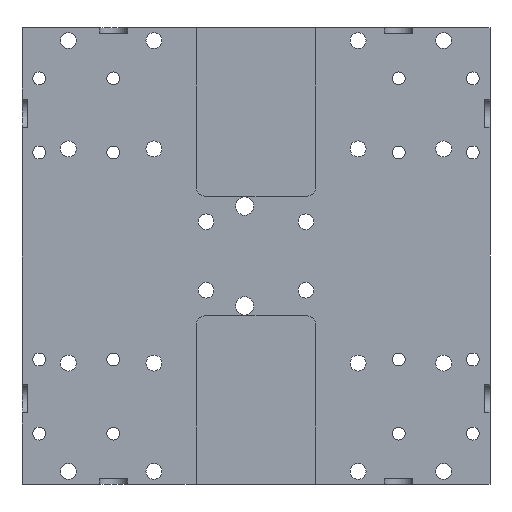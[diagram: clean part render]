
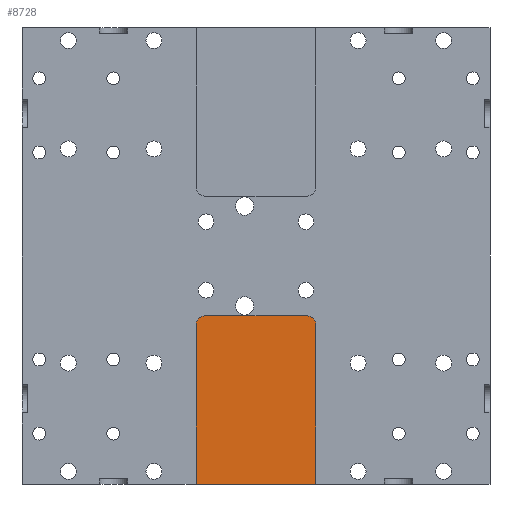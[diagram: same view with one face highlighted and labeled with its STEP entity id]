
A CAD part, front view. The second image highlights one B-rep face of the part: STEP entity #8728.
In plain terms, the highlighted planar face has unit normal (0, -1, 0).
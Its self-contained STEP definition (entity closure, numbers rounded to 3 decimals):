
#100 = PLANE('',#101);
#101 = AXIS2_PLACEMENT_3D('',#102,#103,#104);
#102 = CARTESIAN_POINT('',(-82.,-127.,-160.));
#103 = DIRECTION('',(0.,0.,-1.));
#104 = DIRECTION('',(1.,0.,0.));
#2551 = VERTEX_POINT('',#2552);
#2552 = CARTESIAN_POINT('',(21.,-124.,-160.));
#2566 = PLANE('',#2567);
#2567 = AXIS2_PLACEMENT_3D('',#2568,#2569,#2570);
#2568 = CARTESIAN_POINT('',(21.,-127.,-168.));
#2569 = DIRECTION('',(1.,0.,0.));
#2570 = DIRECTION('',(0.,0.,1.));
#2578 = EDGE_CURVE('',#2579,#2551,#2581,.T.);
#2579 = VERTEX_POINT('',#2580);
#2580 = CARTESIAN_POINT('',(-21.,-124.,-160.));
#2581 = SURFACE_CURVE('',#2582,(#2586,#2593),.PCURVE_S1.);
#2582 = LINE('',#2583,#2584);
#2583 = CARTESIAN_POINT('',(-41.,-124.,-160.));
#2584 = VECTOR('',#2585,1.);
#2585 = DIRECTION('',(1.,0.,0.));
#2586 = PCURVE('',#100,#2587);
#2587 = DEFINITIONAL_REPRESENTATION('',(#2588),#2592);
#2588 = LINE('',#2589,#2590);
#2589 = CARTESIAN_POINT('',(41.,-3.));
#2590 = VECTOR('',#2591,1.);
#2591 = DIRECTION('',(1.,0.));
#2592 = ( GEOMETRIC_REPRESENTATION_CONTEXT(2) 
PARAMETRIC_REPRESENTATION_CONTEXT() REPRESENTATION_CONTEXT('2D SPACE',''
  ) );
#2593 = PCURVE('',#2594,#2599);
#2594 = PLANE('',#2595);
#2595 = AXIS2_PLACEMENT_3D('',#2596,#2597,#2598);
#2596 = CARTESIAN_POINT('',(0.,-124.,-80.));
#2597 = DIRECTION('',(0.,1.,0.));
#2598 = DIRECTION('',(0.,0.,1.));
#2599 = DEFINITIONAL_REPRESENTATION('',(#2600),#2604);
#2600 = LINE('',#2601,#2602);
#2601 = CARTESIAN_POINT('',(-80.,-41.));
#2602 = VECTOR('',#2603,1.);
#2603 = DIRECTION('',(0.,1.));
#2604 = ( GEOMETRIC_REPRESENTATION_CONTEXT(2) 
PARAMETRIC_REPRESENTATION_CONTEXT() REPRESENTATION_CONTEXT('2D SPACE',''
  ) );
#2622 = PLANE('',#2623);
#2623 = AXIS2_PLACEMENT_3D('',#2624,#2625,#2626);
#2624 = CARTESIAN_POINT('',(-21.,-127.,-104.));
#2625 = DIRECTION('',(-1.,0.,0.));
#2626 = DIRECTION('',(0.,0.,-1.));
#6212 = CYLINDRICAL_SURFACE('',#6213,3.);
#6213 = AXIS2_PLACEMENT_3D('',#6214,#6215,#6216);
#6214 = CARTESIAN_POINT('',(18.,-127.,-104.));
#6215 = DIRECTION('',(0.,-1.,0.));
#6216 = DIRECTION('',(1.,0.,0.));
#6240 = PLANE('',#6241);
#6241 = AXIS2_PLACEMENT_3D('',#6242,#6243,#6244);
#6242 = CARTESIAN_POINT('',(18.,-127.,-101.));
#6243 = DIRECTION('',(0.,0.,1.));
#6244 = DIRECTION('',(-1.,0.,0.));
#6273 = CYLINDRICAL_SURFACE('',#6274,3.);
#6274 = AXIS2_PLACEMENT_3D('',#6275,#6276,#6277);
#6275 = CARTESIAN_POINT('',(-18.,-127.,-104.));
#6276 = DIRECTION('',(0.,-1.,0.));
#6277 = DIRECTION('',(1.,0.,0.));
#8685 = VERTEX_POINT('',#8686);
#8686 = CARTESIAN_POINT('',(-21.,-124.,-104.));
#8707 = EDGE_CURVE('',#8685,#2579,#8708,.T.);
#8708 = SURFACE_CURVE('',#8709,(#8713,#8720),.PCURVE_S1.);
#8709 = LINE('',#8710,#8711);
#8710 = CARTESIAN_POINT('',(-21.,-124.,-104.));
#8711 = VECTOR('',#8712,1.);
#8712 = DIRECTION('',(0.,0.,-1.));
#8713 = PCURVE('',#2622,#8714);
#8714 = DEFINITIONAL_REPRESENTATION('',(#8715),#8719);
#8715 = LINE('',#8716,#8717);
#8716 = CARTESIAN_POINT('',(0.,-3.));
#8717 = VECTOR('',#8718,1.);
#8718 = DIRECTION('',(1.,0.));
#8719 = ( GEOMETRIC_REPRESENTATION_CONTEXT(2) 
PARAMETRIC_REPRESENTATION_CONTEXT() REPRESENTATION_CONTEXT('2D SPACE',''
  ) );
#8720 = PCURVE('',#2594,#8721);
#8721 = DEFINITIONAL_REPRESENTATION('',(#8722),#8726);
#8722 = LINE('',#8723,#8724);
#8723 = CARTESIAN_POINT('',(-24.,-21.));
#8724 = VECTOR('',#8725,1.);
#8725 = DIRECTION('',(-1.,0.));
#8726 = ( GEOMETRIC_REPRESENTATION_CONTEXT(2) 
PARAMETRIC_REPRESENTATION_CONTEXT() REPRESENTATION_CONTEXT('2D SPACE',''
  ) );
#8728 = ADVANCED_FACE('',(#8729),#2594,.F.);
#8729 = FACE_BOUND('',#8730,.F.);
#8730 = EDGE_LOOP('',(#8731,#8732,#8733,#8761,#8784,#8812));
#8731 = ORIENTED_EDGE('',*,*,#2578,.F.);
#8732 = ORIENTED_EDGE('',*,*,#8707,.F.);
#8733 = ORIENTED_EDGE('',*,*,#8734,.F.);
#8734 = EDGE_CURVE('',#8735,#8685,#8737,.T.);
#8735 = VERTEX_POINT('',#8736);
#8736 = CARTESIAN_POINT('',(-18.,-124.,-101.));
#8737 = SURFACE_CURVE('',#8738,(#8743,#8754),.PCURVE_S1.);
#8738 = CIRCLE('',#8739,3.);
#8739 = AXIS2_PLACEMENT_3D('',#8740,#8741,#8742);
#8740 = CARTESIAN_POINT('',(-18.,-124.,-104.));
#8741 = DIRECTION('',(0.,-1.,0.));
#8742 = DIRECTION('',(1.,0.,0.));
#8743 = PCURVE('',#2594,#8744);
#8744 = DEFINITIONAL_REPRESENTATION('',(#8745),#8753);
#8745 = ( BOUNDED_CURVE() B_SPLINE_CURVE(2,(#8746,#8747,#8748,#8749,
#8750,#8751,#8752),.UNSPECIFIED.,.T.,.F.) B_SPLINE_CURVE_WITH_KNOTS((1,2
    ,2,2,2,1),(-2.094,0.,2.094,4.189,
6.283,8.378),.UNSPECIFIED.) CURVE() 
GEOMETRIC_REPRESENTATION_ITEM() RATIONAL_B_SPLINE_CURVE((1.,0.5,1.,0.5,
1.,0.5,1.)) REPRESENTATION_ITEM('') );
#8746 = CARTESIAN_POINT('',(-24.,-15.));
#8747 = CARTESIAN_POINT('',(-18.804,-15.));
#8748 = CARTESIAN_POINT('',(-21.402,-19.5));
#8749 = CARTESIAN_POINT('',(-24.,-24.));
#8750 = CARTESIAN_POINT('',(-26.598,-19.5));
#8751 = CARTESIAN_POINT('',(-29.196,-15.));
#8752 = CARTESIAN_POINT('',(-24.,-15.));
#8753 = ( GEOMETRIC_REPRESENTATION_CONTEXT(2) 
PARAMETRIC_REPRESENTATION_CONTEXT() REPRESENTATION_CONTEXT('2D SPACE',''
  ) );
#8754 = PCURVE('',#6273,#8755);
#8755 = DEFINITIONAL_REPRESENTATION('',(#8756),#8760);
#8756 = LINE('',#8757,#8758);
#8757 = CARTESIAN_POINT('',(0.,-3.));
#8758 = VECTOR('',#8759,1.);
#8759 = DIRECTION('',(1.,0.));
#8760 = ( GEOMETRIC_REPRESENTATION_CONTEXT(2) 
PARAMETRIC_REPRESENTATION_CONTEXT() REPRESENTATION_CONTEXT('2D SPACE',''
  ) );
#8761 = ORIENTED_EDGE('',*,*,#8762,.F.);
#8762 = EDGE_CURVE('',#8763,#8735,#8765,.T.);
#8763 = VERTEX_POINT('',#8764);
#8764 = CARTESIAN_POINT('',(18.,-124.,-101.));
#8765 = SURFACE_CURVE('',#8766,(#8770,#8777),.PCURVE_S1.);
#8766 = LINE('',#8767,#8768);
#8767 = CARTESIAN_POINT('',(18.,-124.,-101.));
#8768 = VECTOR('',#8769,1.);
#8769 = DIRECTION('',(-1.,0.,0.));
#8770 = PCURVE('',#2594,#8771);
#8771 = DEFINITIONAL_REPRESENTATION('',(#8772),#8776);
#8772 = LINE('',#8773,#8774);
#8773 = CARTESIAN_POINT('',(-21.,18.));
#8774 = VECTOR('',#8775,1.);
#8775 = DIRECTION('',(0.,-1.));
#8776 = ( GEOMETRIC_REPRESENTATION_CONTEXT(2) 
PARAMETRIC_REPRESENTATION_CONTEXT() REPRESENTATION_CONTEXT('2D SPACE',''
  ) );
#8777 = PCURVE('',#6240,#8778);
#8778 = DEFINITIONAL_REPRESENTATION('',(#8779),#8783);
#8779 = LINE('',#8780,#8781);
#8780 = CARTESIAN_POINT('',(0.,-3.));
#8781 = VECTOR('',#8782,1.);
#8782 = DIRECTION('',(1.,0.));
#8783 = ( GEOMETRIC_REPRESENTATION_CONTEXT(2) 
PARAMETRIC_REPRESENTATION_CONTEXT() REPRESENTATION_CONTEXT('2D SPACE',''
  ) );
#8784 = ORIENTED_EDGE('',*,*,#8785,.F.);
#8785 = EDGE_CURVE('',#8786,#8763,#8788,.T.);
#8786 = VERTEX_POINT('',#8787);
#8787 = CARTESIAN_POINT('',(21.,-124.,-104.));
#8788 = SURFACE_CURVE('',#8789,(#8794,#8805),.PCURVE_S1.);
#8789 = CIRCLE('',#8790,3.);
#8790 = AXIS2_PLACEMENT_3D('',#8791,#8792,#8793);
#8791 = CARTESIAN_POINT('',(18.,-124.,-104.));
#8792 = DIRECTION('',(0.,-1.,0.));
#8793 = DIRECTION('',(1.,0.,0.));
#8794 = PCURVE('',#2594,#8795);
#8795 = DEFINITIONAL_REPRESENTATION('',(#8796),#8804);
#8796 = ( BOUNDED_CURVE() B_SPLINE_CURVE(2,(#8797,#8798,#8799,#8800,
#8801,#8802,#8803),.UNSPECIFIED.,.T.,.F.) B_SPLINE_CURVE_WITH_KNOTS((1,2
    ,2,2,2,1),(-2.094,0.,2.094,4.189,
6.283,8.378),.UNSPECIFIED.) CURVE() 
GEOMETRIC_REPRESENTATION_ITEM() RATIONAL_B_SPLINE_CURVE((1.,0.5,1.,0.5,
1.,0.5,1.)) REPRESENTATION_ITEM('') );
#8797 = CARTESIAN_POINT('',(-24.,21.));
#8798 = CARTESIAN_POINT('',(-18.804,21.));
#8799 = CARTESIAN_POINT('',(-21.402,16.5));
#8800 = CARTESIAN_POINT('',(-24.,12.));
#8801 = CARTESIAN_POINT('',(-26.598,16.5));
#8802 = CARTESIAN_POINT('',(-29.196,21.));
#8803 = CARTESIAN_POINT('',(-24.,21.));
#8804 = ( GEOMETRIC_REPRESENTATION_CONTEXT(2) 
PARAMETRIC_REPRESENTATION_CONTEXT() REPRESENTATION_CONTEXT('2D SPACE',''
  ) );
#8805 = PCURVE('',#6212,#8806);
#8806 = DEFINITIONAL_REPRESENTATION('',(#8807),#8811);
#8807 = LINE('',#8808,#8809);
#8808 = CARTESIAN_POINT('',(0.,-3.));
#8809 = VECTOR('',#8810,1.);
#8810 = DIRECTION('',(1.,0.));
#8811 = ( GEOMETRIC_REPRESENTATION_CONTEXT(2) 
PARAMETRIC_REPRESENTATION_CONTEXT() REPRESENTATION_CONTEXT('2D SPACE',''
  ) );
#8812 = ORIENTED_EDGE('',*,*,#8813,.F.);
#8813 = EDGE_CURVE('',#2551,#8786,#8814,.T.);
#8814 = SURFACE_CURVE('',#8815,(#8819,#8826),.PCURVE_S1.);
#8815 = LINE('',#8816,#8817);
#8816 = CARTESIAN_POINT('',(21.,-124.,-168.));
#8817 = VECTOR('',#8818,1.);
#8818 = DIRECTION('',(0.,0.,1.));
#8819 = PCURVE('',#2594,#8820);
#8820 = DEFINITIONAL_REPRESENTATION('',(#8821),#8825);
#8821 = LINE('',#8822,#8823);
#8822 = CARTESIAN_POINT('',(-88.,21.));
#8823 = VECTOR('',#8824,1.);
#8824 = DIRECTION('',(1.,0.));
#8825 = ( GEOMETRIC_REPRESENTATION_CONTEXT(2) 
PARAMETRIC_REPRESENTATION_CONTEXT() REPRESENTATION_CONTEXT('2D SPACE',''
  ) );
#8826 = PCURVE('',#2566,#8827);
#8827 = DEFINITIONAL_REPRESENTATION('',(#8828),#8832);
#8828 = LINE('',#8829,#8830);
#8829 = CARTESIAN_POINT('',(0.,-3.));
#8830 = VECTOR('',#8831,1.);
#8831 = DIRECTION('',(1.,0.));
#8832 = ( GEOMETRIC_REPRESENTATION_CONTEXT(2) 
PARAMETRIC_REPRESENTATION_CONTEXT() REPRESENTATION_CONTEXT('2D SPACE',''
  ) );
